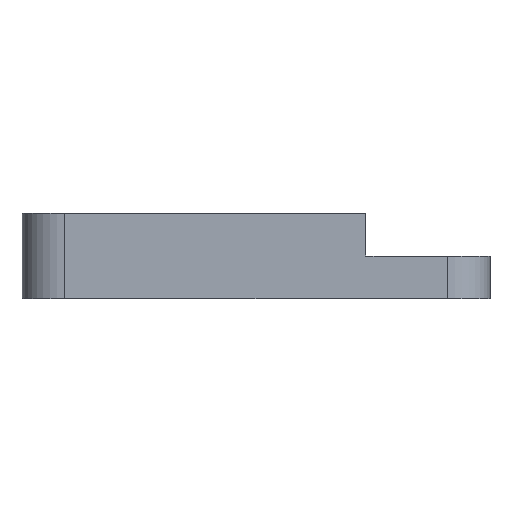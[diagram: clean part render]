
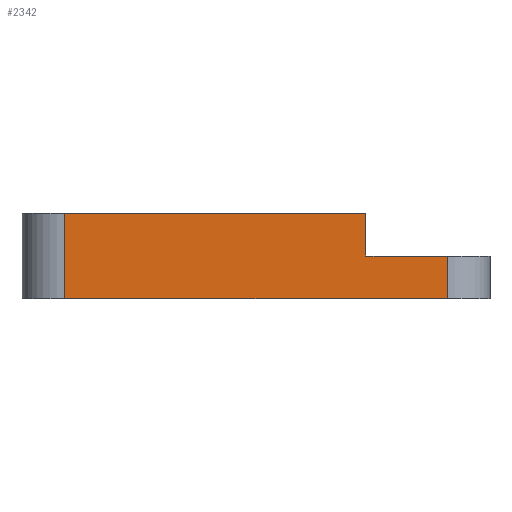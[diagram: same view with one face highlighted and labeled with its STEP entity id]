
A CAD part, left-side view. The second image highlights one B-rep face of the part: STEP entity #2342.
In plain terms, the highlighted planar face has unit normal (-1, 0, 0).
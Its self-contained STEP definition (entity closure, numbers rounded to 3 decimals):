
#73 = PLANE('',#74);
#74 = AXIS2_PLACEMENT_3D('',#75,#76,#77);
#75 = CARTESIAN_POINT('',(21.,27.5,-10.));
#76 = DIRECTION('',(0.,0.,1.));
#77 = DIRECTION('',(1.,0.,0.));
#132 = PLANE('',#133);
#133 = AXIS2_PLACEMENT_3D('',#134,#135,#136);
#134 = CARTESIAN_POINT('',(21.,27.5,0.));
#135 = DIRECTION('',(0.,0.,1.));
#136 = DIRECTION('',(1.,0.,0.));
#169 = CYLINDRICAL_SURFACE('',#170,5.);
#170 = AXIS2_PLACEMENT_3D('',#171,#172,#173);
#171 = CARTESIAN_POINT('',(5.,50.,0.));
#172 = DIRECTION('',(0.,0.,1.));
#173 = DIRECTION('',(1.,0.,0.));
#317 = PLANE('',#318);
#318 = AXIS2_PLACEMENT_3D('',#319,#320,#321);
#319 = CARTESIAN_POINT('',(20.918,6.346,-5.));
#320 = DIRECTION('',(0.,0.,-1.));
#321 = DIRECTION('',(-1.,0.,0.));
#358 = VERTEX_POINT('',#359);
#359 = CARTESIAN_POINT('',(0.,50.,0.));
#385 = EDGE_CURVE('',#386,#358,#388,.T.);
#386 = VERTEX_POINT('',#387);
#387 = CARTESIAN_POINT('',(0.,14.578,0.));
#388 = SURFACE_CURVE('',#389,(#393,#400),.PCURVE_S1.);
#389 = LINE('',#390,#391);
#390 = CARTESIAN_POINT('',(0.,5.,0.));
#391 = VECTOR('',#392,1.);
#392 = DIRECTION('',(0.,1.,0.));
#393 = PCURVE('',#132,#394);
#394 = DEFINITIONAL_REPRESENTATION('',(#395),#399);
#395 = LINE('',#396,#397);
#396 = CARTESIAN_POINT('',(-21.,-22.5));
#397 = VECTOR('',#398,1.);
#398 = DIRECTION('',(0.,1.));
#399 = ( GEOMETRIC_REPRESENTATION_CONTEXT(2) 
PARAMETRIC_REPRESENTATION_CONTEXT() REPRESENTATION_CONTEXT('2D SPACE',''
  ) );
#400 = PCURVE('',#401,#406);
#401 = PLANE('',#402);
#402 = AXIS2_PLACEMENT_3D('',#403,#404,#405);
#403 = CARTESIAN_POINT('',(0.,5.,0.));
#404 = DIRECTION('',(1.,0.,0.));
#405 = DIRECTION('',(0.,1.,0.));
#406 = DEFINITIONAL_REPRESENTATION('',(#407),#411);
#407 = LINE('',#408,#409);
#408 = CARTESIAN_POINT('',(0.,0.));
#409 = VECTOR('',#410,1.);
#410 = DIRECTION('',(1.,0.));
#411 = ( GEOMETRIC_REPRESENTATION_CONTEXT(2) 
PARAMETRIC_REPRESENTATION_CONTEXT() REPRESENTATION_CONTEXT('2D SPACE',''
  ) );
#429 = PLANE('',#430);
#430 = AXIS2_PLACEMENT_3D('',#431,#432,#433);
#431 = CARTESIAN_POINT('',(-0.09,14.578,0.));
#432 = DIRECTION('',(0.,-1.,0.));
#433 = DIRECTION('',(1.,0.,0.));
#774 = VERTEX_POINT('',#775);
#775 = CARTESIAN_POINT('',(0.,50.,-10.));
#801 = EDGE_CURVE('',#802,#774,#804,.T.);
#802 = VERTEX_POINT('',#803);
#803 = CARTESIAN_POINT('',(0.,5.,-10.));
#804 = SURFACE_CURVE('',#805,(#809,#816),.PCURVE_S1.);
#805 = LINE('',#806,#807);
#806 = CARTESIAN_POINT('',(0.,5.,-10.));
#807 = VECTOR('',#808,1.);
#808 = DIRECTION('',(0.,1.,0.));
#809 = PCURVE('',#73,#810);
#810 = DEFINITIONAL_REPRESENTATION('',(#811),#815);
#811 = LINE('',#812,#813);
#812 = CARTESIAN_POINT('',(-21.,-22.5));
#813 = VECTOR('',#814,1.);
#814 = DIRECTION('',(0.,1.));
#815 = ( GEOMETRIC_REPRESENTATION_CONTEXT(2) 
PARAMETRIC_REPRESENTATION_CONTEXT() REPRESENTATION_CONTEXT('2D SPACE',''
  ) );
#816 = PCURVE('',#401,#817);
#817 = DEFINITIONAL_REPRESENTATION('',(#818),#822);
#818 = LINE('',#819,#820);
#819 = CARTESIAN_POINT('',(0.,-10.));
#820 = VECTOR('',#821,1.);
#821 = DIRECTION('',(1.,0.));
#822 = ( GEOMETRIC_REPRESENTATION_CONTEXT(2) 
PARAMETRIC_REPRESENTATION_CONTEXT() REPRESENTATION_CONTEXT('2D SPACE',''
  ) );
#845 = CYLINDRICAL_SURFACE('',#846,5.);
#846 = AXIS2_PLACEMENT_3D('',#847,#848,#849);
#847 = CARTESIAN_POINT('',(5.,5.,0.));
#848 = DIRECTION('',(0.,0.,1.));
#849 = DIRECTION('',(1.,0.,0.));
#1669 = EDGE_CURVE('',#358,#774,#1670,.T.);
#1670 = SURFACE_CURVE('',#1671,(#1675,#1682),.PCURVE_S1.);
#1671 = LINE('',#1672,#1673);
#1672 = CARTESIAN_POINT('',(0.,50.,0.));
#1673 = VECTOR('',#1674,1.);
#1674 = DIRECTION('',(0.,0.,-1.));
#1675 = PCURVE('',#169,#1676);
#1676 = DEFINITIONAL_REPRESENTATION('',(#1677),#1681);
#1677 = LINE('',#1678,#1679);
#1678 = CARTESIAN_POINT('',(-3.142,0.));
#1679 = VECTOR('',#1680,1.);
#1680 = DIRECTION('',(0.,-1.));
#1681 = ( GEOMETRIC_REPRESENTATION_CONTEXT(2) 
PARAMETRIC_REPRESENTATION_CONTEXT() REPRESENTATION_CONTEXT('2D SPACE',''
  ) );
#1682 = PCURVE('',#401,#1683);
#1683 = DEFINITIONAL_REPRESENTATION('',(#1684),#1688);
#1684 = LINE('',#1685,#1686);
#1685 = CARTESIAN_POINT('',(45.,0.));
#1686 = VECTOR('',#1687,1.);
#1687 = DIRECTION('',(0.,-1.));
#1688 = ( GEOMETRIC_REPRESENTATION_CONTEXT(2) 
PARAMETRIC_REPRESENTATION_CONTEXT() REPRESENTATION_CONTEXT('2D SPACE',''
  ) );
#1746 = EDGE_CURVE('',#1747,#1749,#1751,.T.);
#1747 = VERTEX_POINT('',#1748);
#1748 = CARTESIAN_POINT('',(0.,5.,-5.));
#1749 = VERTEX_POINT('',#1750);
#1750 = CARTESIAN_POINT('',(0.,14.578,-5.));
#1751 = SURFACE_CURVE('',#1752,(#1756,#1762),.PCURVE_S1.);
#1752 = LINE('',#1753,#1754);
#1753 = CARTESIAN_POINT('',(0.,5.673,-5.));
#1754 = VECTOR('',#1755,1.);
#1755 = DIRECTION('',(0.,1.,0.));
#1756 = PCURVE('',#317,#1757);
#1757 = DEFINITIONAL_REPRESENTATION('',(#1758),#1761);
#1758 = B_SPLINE_CURVE_WITH_KNOTS('',1,(#1759,#1760),.UNSPECIFIED.,.F.,
  .F.,(2,2),(-5.173,10.551),.PIECEWISE_BEZIER_KNOTS.);
#1759 = CARTESIAN_POINT('',(20.918,-5.846));
#1760 = CARTESIAN_POINT('',(20.918,9.878));
#1761 = ( GEOMETRIC_REPRESENTATION_CONTEXT(2) 
PARAMETRIC_REPRESENTATION_CONTEXT() REPRESENTATION_CONTEXT('2D SPACE',''
  ) );
#1762 = PCURVE('',#401,#1763);
#1763 = DEFINITIONAL_REPRESENTATION('',(#1764),#1767);
#1764 = B_SPLINE_CURVE_WITH_KNOTS('',1,(#1765,#1766),.UNSPECIFIED.,.F.,
  .F.,(2,2),(-5.173,10.551),.PIECEWISE_BEZIER_KNOTS.);
#1765 = CARTESIAN_POINT('',(-4.5,-5.));
#1766 = CARTESIAN_POINT('',(11.224,-5.));
#1767 = ( GEOMETRIC_REPRESENTATION_CONTEXT(2) 
PARAMETRIC_REPRESENTATION_CONTEXT() REPRESENTATION_CONTEXT('2D SPACE',''
  ) );
#2322 = EDGE_CURVE('',#386,#1749,#2323,.T.);
#2323 = SURFACE_CURVE('',#2324,(#2328,#2334),.PCURVE_S1.);
#2324 = LINE('',#2325,#2326);
#2325 = CARTESIAN_POINT('',(0.,14.578,0.));
#2326 = VECTOR('',#2327,1.);
#2327 = DIRECTION('',(0.,0.,-1.));
#2328 = PCURVE('',#429,#2329);
#2329 = DEFINITIONAL_REPRESENTATION('',(#2330),#2333);
#2330 = B_SPLINE_CURVE_WITH_KNOTS('',1,(#2331,#2332),.UNSPECIFIED.,.F.,
  .F.,(2,2),(-0.5,5.5),.PIECEWISE_BEZIER_KNOTS.);
#2331 = CARTESIAN_POINT('',(0.09,0.5));
#2332 = CARTESIAN_POINT('',(0.09,-5.5));
#2333 = ( GEOMETRIC_REPRESENTATION_CONTEXT(2) 
PARAMETRIC_REPRESENTATION_CONTEXT() REPRESENTATION_CONTEXT('2D SPACE',''
  ) );
#2334 = PCURVE('',#401,#2335);
#2335 = DEFINITIONAL_REPRESENTATION('',(#2336),#2339);
#2336 = B_SPLINE_CURVE_WITH_KNOTS('',1,(#2337,#2338),.UNSPECIFIED.,.F.,
  .F.,(2,2),(-0.5,5.5),.PIECEWISE_BEZIER_KNOTS.);
#2337 = CARTESIAN_POINT('',(9.578,0.5));
#2338 = CARTESIAN_POINT('',(9.578,-5.5));
#2339 = ( GEOMETRIC_REPRESENTATION_CONTEXT(2) 
PARAMETRIC_REPRESENTATION_CONTEXT() REPRESENTATION_CONTEXT('2D SPACE',''
  ) );
#2342 = ADVANCED_FACE('',(#2343),#401,.F.);
#2343 = FACE_BOUND('',#2344,.F.);
#2344 = EDGE_LOOP('',(#2345,#2346,#2367,#2368,#2369,#2370));
#2345 = ORIENTED_EDGE('',*,*,#1746,.F.);
#2346 = ORIENTED_EDGE('',*,*,#2347,.T.);
#2347 = EDGE_CURVE('',#1747,#802,#2348,.T.);
#2348 = SURFACE_CURVE('',#2349,(#2353,#2360),.PCURVE_S1.);
#2349 = LINE('',#2350,#2351);
#2350 = CARTESIAN_POINT('',(0.,5.,0.));
#2351 = VECTOR('',#2352,1.);
#2352 = DIRECTION('',(0.,0.,-1.));
#2353 = PCURVE('',#401,#2354);
#2354 = DEFINITIONAL_REPRESENTATION('',(#2355),#2359);
#2355 = LINE('',#2356,#2357);
#2356 = CARTESIAN_POINT('',(0.,0.));
#2357 = VECTOR('',#2358,1.);
#2358 = DIRECTION('',(0.,-1.));
#2359 = ( GEOMETRIC_REPRESENTATION_CONTEXT(2) 
PARAMETRIC_REPRESENTATION_CONTEXT() REPRESENTATION_CONTEXT('2D SPACE',''
  ) );
#2360 = PCURVE('',#845,#2361);
#2361 = DEFINITIONAL_REPRESENTATION('',(#2362),#2366);
#2362 = LINE('',#2363,#2364);
#2363 = CARTESIAN_POINT('',(-3.142,0.));
#2364 = VECTOR('',#2365,1.);
#2365 = DIRECTION('',(0.,-1.));
#2366 = ( GEOMETRIC_REPRESENTATION_CONTEXT(2) 
PARAMETRIC_REPRESENTATION_CONTEXT() REPRESENTATION_CONTEXT('2D SPACE',''
  ) );
#2367 = ORIENTED_EDGE('',*,*,#801,.T.);
#2368 = ORIENTED_EDGE('',*,*,#1669,.F.);
#2369 = ORIENTED_EDGE('',*,*,#385,.F.);
#2370 = ORIENTED_EDGE('',*,*,#2322,.T.);
